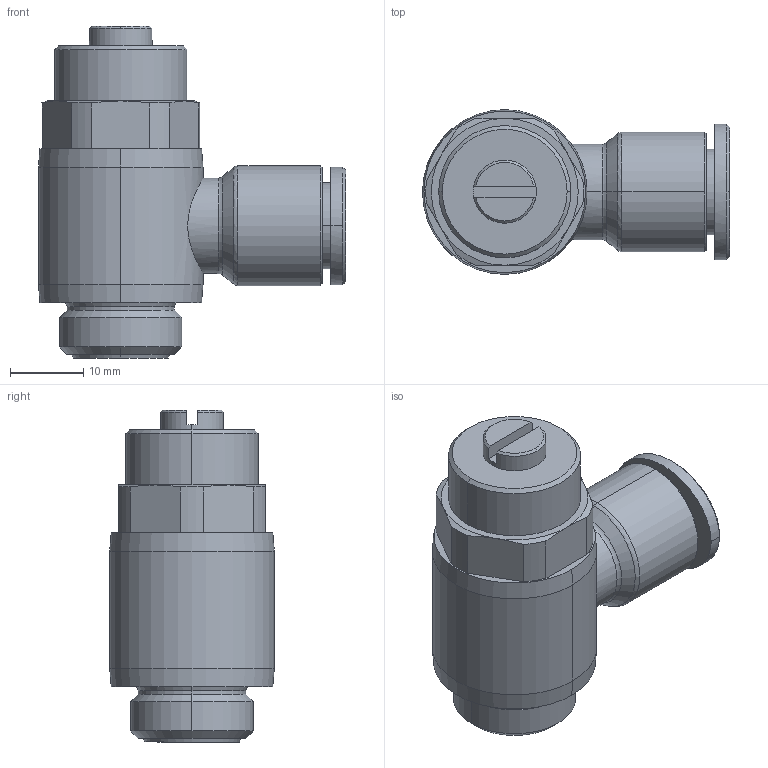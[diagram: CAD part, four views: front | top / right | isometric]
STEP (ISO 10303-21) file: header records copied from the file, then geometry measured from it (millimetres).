
FILE_DESCRIPTION (( 'STEP AP214' ), '1' );
FILE_NAME ('GNSH10-G03_OUT.STEP', '2015-10-29T14:58:57', ( '' ), ( '' ), 'SwSTEP 2.0', 'SolidWorks 2015', '' );
FILE_SCHEMA (( 'AUTOMOTIVE_DESIGN' ));
Length unit declared in the file: millimetre
Products named in the file (2): ｦ+ﾃｦ1; GNSH10-G03_OUT
Assembly tree (1 placements, depth 2):
  GNSH10-G03_OUT
    ｦ+ﾃｦ1
Bounding box: 41.8 x 22.4 x 45.2 mm (x, y, z)
Volume: 16067.5 mm3; surface area: 5577.3 mm2
Topology: 1 solids, 1 shells, 469 faces, 1310 edges, 864 vertices
Faces by surface type: plane 398, cone 33, cylinder 25, bspline 11, torus 2
Entity records: 16178 total; most frequent: CARTESIAN_POINT 3535, ORIENTED_EDGE 2620, DIRECTION 2296, EDGE_CURVE 1310, LINE 1172, VECTOR 1172, VERTEX_POINT 864, AXIS2_PLACEMENT_3D 562
